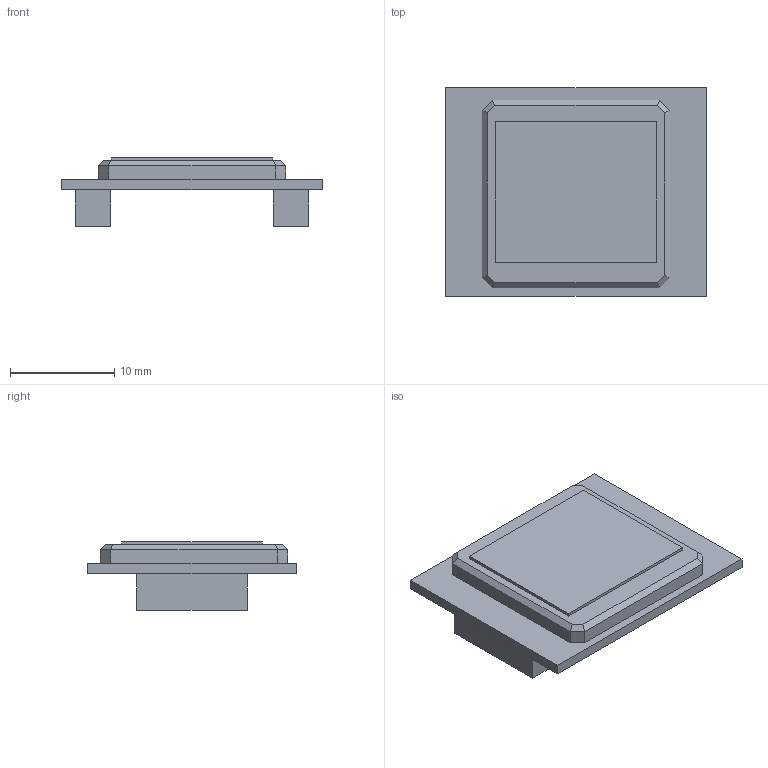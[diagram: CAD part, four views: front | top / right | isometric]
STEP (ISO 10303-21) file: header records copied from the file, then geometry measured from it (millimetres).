
FILE_DESCRIPTION((''),'2;1');
FILE_NAME('CCAM3_CONNECTOR_BOARD','2021-09-07T17:14:34',('silo-mech'),(''),'CREO PARAMETRIC BY PTC INC, 2020454','CREO PARAMETRIC BY PTC INC, 2020454','');
FILE_SCHEMA(('CONFIG_CONTROL_DESIGN'));
Length unit declared in the file: millimetre
Products named in the file (1): CCAM3_CONNECTOR_BOARD
Bounding box: 25 x 20 x 6.58 mm (x, y, z)
Volume: 1203.4 mm3; surface area: 1579.9 mm2
Topology: 1 solids, 1 shells, 48 faces, 112 edges, 72 vertices
Faces by surface type: plane 48
Entity records: 1370 total; most frequent: CARTESIAN_POINT 232, ORIENTED_EDGE 224, DIRECTION 208, VECTOR 112, LINE 112, EDGE_CURVE 112, VERTEX_POINT 72, EDGE_LOOP 54
